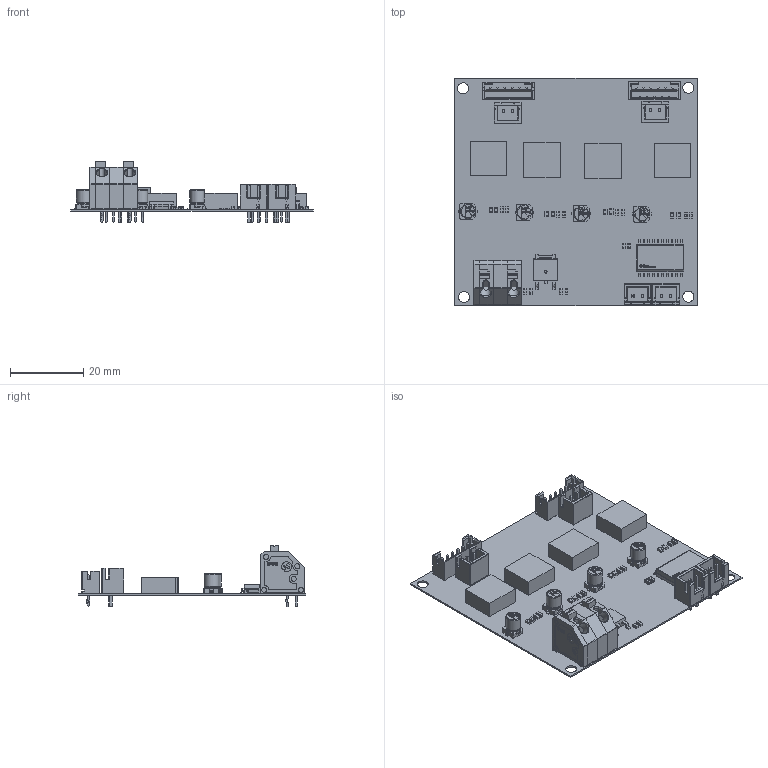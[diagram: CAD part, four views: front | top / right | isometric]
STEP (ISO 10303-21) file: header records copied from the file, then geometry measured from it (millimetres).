
FILE_DESCRIPTION(('Open CASCADE Model'),'2;1');
FILE_NAME('Open CASCADE Shape Model','2024-03-07T10:48:28',('Author'),( 'Open CASCADE'),'Open CASCADE STEP processor 7.5','Open CASCADE 7.5' ,'Unknown');
FILE_SCHEMA(('AUTOMOTIVE_DESIGN { 1 0 10303 214 1 1 1 1 }'));
Length unit declared in the file: millimetre
Products named in the file (74): PCB; Board; Open CASCADE STEP translator 7.5 1.1.1; C14; 4x5.5x1; Base_Φ4Capacitor; capicitor_4x5.5x1; U5; 6741698912; Extruded; U6; U2; U3; U4; IC_Texas_Instruments_SN74HCT244DWR_eec; BODY-SO; LEAD-SO; Texas Logo Yury - Copy; Texas Logo Yury - Copy - Copy; U1; User Library-TO252AA; R7; 6632256064; 6632255904; R8; R5; R6; R3; R4; R1; R2; P2; 62000611622; 6200xx11622_Pin1; 6200xx11622_Pin2; P1; J5; 691418420002; 6914184200xx_SX1; 6914184200xx_CNT4 ...
Assembly tree (142 placements, depth 5):
  PCB
    Board
      Open CASCADE STEP translator 7.5 1.1.1
    C14
      4x5.5x1
        Base_Φ4Capacitor
        capicitor_4x5.5x1
    U5
      6741698912
        Extruded
    U6
      6741698912
        Extruded
    U2
      6741698912
        Extruded
    U3
      6741698912
        Extruded
    U4
      IC_Texas_Instruments_SN74HCT244DWR_eec
        BODY-SO
        LEAD-SO  x20
        Texas Logo Yury - Copy
        Texas Logo Yury - Copy - Copy
    U1
      User Library-TO252AA
    R7
      6632256064
        Extruded
      6632255904  x2
        Extruded
    R8
      6632256064
        Extruded
      6632255904  x2
        Extruded
    R5
      6632256064
        Extruded
      6632255904  x2
        Extruded
    R6
      6632256064
        Extruded
      6632255904  x2
        Extruded
    R3
      6632256064
        Extruded
      6632255904  x2
        Extruded
    R4
      6632256064
        Extruded
      6632255904  x2
        Extruded
    R1
      6632256064
        Extruded
Bounding box: 66.04 x 61.85 x 16.8 mm (x, y, z)
Volume: 6516.6 mm3; surface area: 15349.3 mm2
Topology: 165 solids, 165 shells, 4210 faces, 10490 edges, 6600 vertices
Faces by surface type: plane 2730, cylinder 947, sphere 210, bspline 166, torus 84, extrusion 64, cone 9
Full cylindrical faces by diameter (mm): 0.5 x4, 0.58 x4, 0.8 x12, 0.9 x24, 0.98 x4, 1 x10, 2.42 x4, 2.5 x4, 2.8 x4, 3 x4, 3.56 x4, 3.9 x4, 4 x4
Entity records: 58816 total; most frequent: CARTESIAN_POINT 12470, ORIENTED_EDGE 8486, DIRECTION 7523, EDGE_CURVE 4243, VECTOR 3127, LINE 3111, VERTEX_POINT 2761, AXIS2_PLACEMENT_3D 2198
